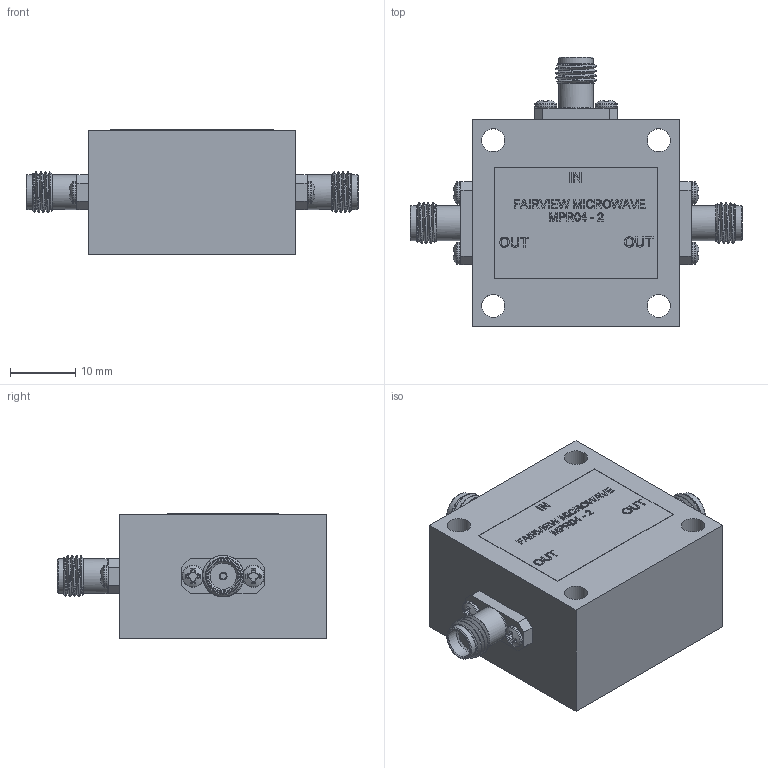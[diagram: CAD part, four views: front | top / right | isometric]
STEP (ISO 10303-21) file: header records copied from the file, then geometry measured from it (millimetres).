
FILE_DESCRIPTION (( 'STEP AP203' ), '1' );
FILE_NAME ('MPR04-2.step', '2020-01-23T18:12:32', ( '' ), ( '' ), 'SwSTEP 2.0', 'SolidWorks 2018', '' );
FILE_SCHEMA (( 'CONFIG_CONTROL_DESIGN' ));
Length unit declared in the file: inch
Products named in the file (1): MPR04-2
Bounding box: 50.9 x 41.33 x 19.1 mm (x, y, z)
Volume: 19256.1 mm3; surface area: 6458.1 mm2
Topology: 1 solids, 13 shells, 823 faces, 2142 edges, 1416 vertices
Faces by surface type: plane 478, bspline 170, cylinder 130, cone 45
Full cylindrical faces by diameter (mm): 0.914 x3, 1.016 x3, 1.168 x6, 1.27 x3, 1.854 x6, 3.393 x6, 3.556 x4, 4.521 x3, 5.08 x3, 5.334 x6
Entity records: 42287 total; most frequent: CARTESIAN_POINT 24193, ORIENTED_EDGE 4090, DIRECTION 2916, EDGE_CURVE 2045, VERTEX_POINT 1395, LINE 1196, VECTOR 1196, EDGE_LOOP 984
